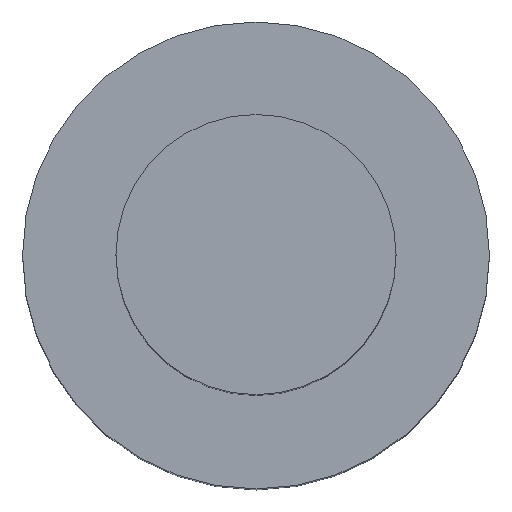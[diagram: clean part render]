
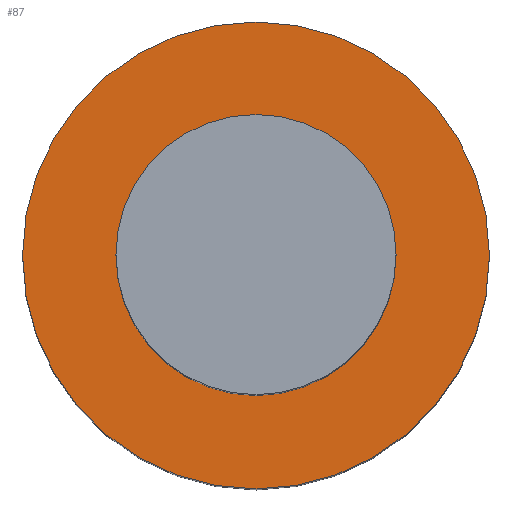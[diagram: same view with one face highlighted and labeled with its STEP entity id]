
A CAD part, top view. The second image highlights one B-rep face of the part: STEP entity #87.
In plain terms, the highlighted planar face has unit normal (0, 0, 1).
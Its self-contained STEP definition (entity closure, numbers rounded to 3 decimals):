
#15=FACE_BOUND('',#31,.T.);
#18=PLANE('',#110);
#23=FACE_OUTER_BOUND('',#30,.T.);
#30=EDGE_LOOP('',(#69));
#31=EDGE_LOOP('',(#70));
#45=CIRCLE('',#111,5.);
#46=CIRCLE('',#112,3.);
#51=VERTEX_POINT('',#159);
#52=VERTEX_POINT('',#161);
#58=EDGE_CURVE('',#51,#51,#45,.T.);
#59=EDGE_CURVE('',#52,#52,#46,.T.);
#69=ORIENTED_EDGE('',*,*,#58,.T.);
#70=ORIENTED_EDGE('',*,*,#59,.F.);
#87=ADVANCED_FACE('',(#23,#15),#18,.T.);
#110=AXIS2_PLACEMENT_3D('',#158,#130,#131);
#111=AXIS2_PLACEMENT_3D('',#160,#132,#133);
#112=AXIS2_PLACEMENT_3D('',#162,#134,#135);
#130=DIRECTION('center_axis',(0.,0.,1.));
#131=DIRECTION('ref_axis',(1.,0.,0.));
#132=DIRECTION('center_axis',(0.,0.,1.));
#133=DIRECTION('ref_axis',(1.,0.,0.));
#134=DIRECTION('center_axis',(0.,0.,1.));
#135=DIRECTION('ref_axis',(1.,0.,0.));
#158=CARTESIAN_POINT('Origin',(0.,0.,0.));
#159=CARTESIAN_POINT('',(-5.,0.,0.));
#160=CARTESIAN_POINT('Origin',(0.,0.,0.));
#161=CARTESIAN_POINT('',(-3.,0.,0.));
#162=CARTESIAN_POINT('Origin',(0.,0.,0.));
